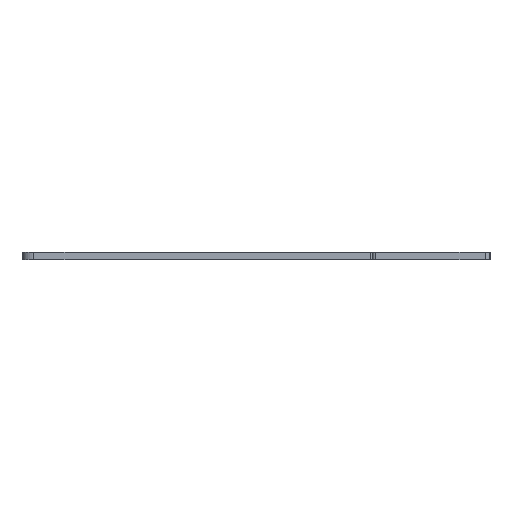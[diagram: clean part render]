
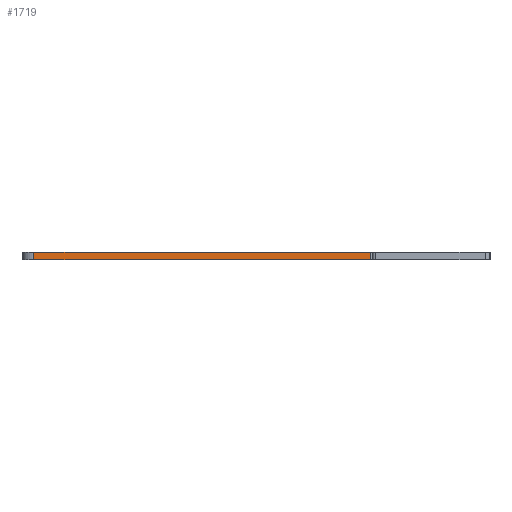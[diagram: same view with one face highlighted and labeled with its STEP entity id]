
A CAD part, left-side view. The second image highlights one B-rep face of the part: STEP entity #1719.
In plain terms, the highlighted planar face has unit normal (-1, 0, 0).
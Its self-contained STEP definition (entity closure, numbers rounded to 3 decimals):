
#73 = PLANE('',#74);
#74 = AXIS2_PLACEMENT_3D('',#75,#76,#77);
#75 = CARTESIAN_POINT('',(128.197,1591.338,
    -1216.283));
#76 = DIRECTION('',(0.,0.,1.));
#77 = DIRECTION('',(-1.,0.,0.));
#128 = PLANE('',#129);
#129 = AXIS2_PLACEMENT_3D('',#130,#131,#132);
#130 = CARTESIAN_POINT('',(128.197,1591.338,
    -1201.283));
#131 = DIRECTION('',(0.,0.,1.));
#132 = DIRECTION('',(-1.,0.,0.));
#1609 = CYLINDRICAL_SURFACE('',#1610,25.);
#1610 = AXIS2_PLACEMENT_3D('',#1611,#1612,#1613);
#1611 = CARTESIAN_POINT('',(-862.461,2082.,
    -1201.283));
#1612 = DIRECTION('',(0.,0.,1.));
#1613 = DIRECTION('',(0.,1.,0.));
#1647 = VERTEX_POINT('',#1648);
#1648 = CARTESIAN_POINT('',(-887.461,2082.,
    -1216.283));
#1670 = EDGE_CURVE('',#1671,#1647,#1673,.T.);
#1671 = VERTEX_POINT('',#1672);
#1672 = CARTESIAN_POINT('',(-887.461,2082.,
    -1201.283));
#1673 = SURFACE_CURVE('',#1674,(#1678,#1685),.PCURVE_S1.);
#1674 = LINE('',#1675,#1676);
#1675 = CARTESIAN_POINT('',(-887.461,2082.,
    -1201.283));
#1676 = VECTOR('',#1677,1.);
#1677 = DIRECTION('',(0.,0.,-1.));
#1678 = PCURVE('',#1609,#1679);
#1679 = DEFINITIONAL_REPRESENTATION('',(#1680),#1684);
#1680 = LINE('',#1681,#1682);
#1681 = CARTESIAN_POINT('',(1.571,0.));
#1682 = VECTOR('',#1683,1.);
#1683 = DIRECTION('',(0.,-1.));
#1684 = ( GEOMETRIC_REPRESENTATION_CONTEXT(2) 
PARAMETRIC_REPRESENTATION_CONTEXT() REPRESENTATION_CONTEXT('2D SPACE',''
  ) );
#1685 = PCURVE('',#1686,#1691);
#1686 = PLANE('',#1687);
#1687 = AXIS2_PLACEMENT_3D('',#1688,#1689,#1690);
#1688 = CARTESIAN_POINT('',(-887.461,1378.,
    -1201.283));
#1689 = DIRECTION('',(1.,0.,0.));
#1690 = DIRECTION('',(0.,-1.,0.));
#1691 = DEFINITIONAL_REPRESENTATION('',(#1692),#1696);
#1692 = LINE('',#1693,#1694);
#1693 = CARTESIAN_POINT('',(-704.,0.));
#1694 = VECTOR('',#1695,1.);
#1695 = DIRECTION('',(0.,1.));
#1696 = ( GEOMETRIC_REPRESENTATION_CONTEXT(2) 
PARAMETRIC_REPRESENTATION_CONTEXT() REPRESENTATION_CONTEXT('2D SPACE',''
  ) );
#1719 = ADVANCED_FACE('',(#1720),#1686,.F.);
#1720 = FACE_BOUND('',#1721,.T.);
#1721 = EDGE_LOOP('',(#1722,#1723,#1746,#1774));
#1722 = ORIENTED_EDGE('',*,*,#1670,.T.);
#1723 = ORIENTED_EDGE('',*,*,#1724,.T.);
#1724 = EDGE_CURVE('',#1647,#1725,#1727,.T.);
#1725 = VERTEX_POINT('',#1726);
#1726 = CARTESIAN_POINT('',(-887.461,1378.,
    -1216.283));
#1727 = SURFACE_CURVE('',#1728,(#1732,#1739),.PCURVE_S1.);
#1728 = LINE('',#1729,#1730);
#1729 = CARTESIAN_POINT('',(-887.461,2082.,
    -1216.283));
#1730 = VECTOR('',#1731,1.);
#1731 = DIRECTION('',(0.,-1.,0.));
#1732 = PCURVE('',#1686,#1733);
#1733 = DEFINITIONAL_REPRESENTATION('',(#1734),#1738);
#1734 = LINE('',#1735,#1736);
#1735 = CARTESIAN_POINT('',(-704.,15.));
#1736 = VECTOR('',#1737,1.);
#1737 = DIRECTION('',(1.,0.));
#1738 = ( GEOMETRIC_REPRESENTATION_CONTEXT(2) 
PARAMETRIC_REPRESENTATION_CONTEXT() REPRESENTATION_CONTEXT('2D SPACE',''
  ) );
#1739 = PCURVE('',#73,#1740);
#1740 = DEFINITIONAL_REPRESENTATION('',(#1741),#1745);
#1741 = LINE('',#1742,#1743);
#1742 = CARTESIAN_POINT('',(1015.658,-490.662));
#1743 = VECTOR('',#1744,1.);
#1744 = DIRECTION('',(0.,1.));
#1745 = ( GEOMETRIC_REPRESENTATION_CONTEXT(2) 
PARAMETRIC_REPRESENTATION_CONTEXT() REPRESENTATION_CONTEXT('2D SPACE',''
  ) );
#1746 = ORIENTED_EDGE('',*,*,#1747,.F.);
#1747 = EDGE_CURVE('',#1748,#1725,#1750,.T.);
#1748 = VERTEX_POINT('',#1749);
#1749 = CARTESIAN_POINT('',(-887.461,1378.,
    -1201.283));
#1750 = SURFACE_CURVE('',#1751,(#1755,#1762),.PCURVE_S1.);
#1751 = LINE('',#1752,#1753);
#1752 = CARTESIAN_POINT('',(-887.461,1378.,
    -1201.283));
#1753 = VECTOR('',#1754,1.);
#1754 = DIRECTION('',(0.,0.,-1.));
#1755 = PCURVE('',#1686,#1756);
#1756 = DEFINITIONAL_REPRESENTATION('',(#1757),#1761);
#1757 = LINE('',#1758,#1759);
#1758 = CARTESIAN_POINT('',(0.,0.));
#1759 = VECTOR('',#1760,1.);
#1760 = DIRECTION('',(0.,1.));
#1761 = ( GEOMETRIC_REPRESENTATION_CONTEXT(2) 
PARAMETRIC_REPRESENTATION_CONTEXT() REPRESENTATION_CONTEXT('2D SPACE',''
  ) );
#1762 = PCURVE('',#1763,#1768);
#1763 = CYLINDRICAL_SURFACE('',#1764,5.);
#1764 = AXIS2_PLACEMENT_3D('',#1765,#1766,#1767);
#1765 = CARTESIAN_POINT('',(-887.461,1373.,
    -1201.283));
#1766 = DIRECTION('',(0.,0.,-1.));
#1767 = DIRECTION('',(0.,1.,0.));
#1768 = DEFINITIONAL_REPRESENTATION('',(#1769),#1773);
#1769 = LINE('',#1770,#1771);
#1770 = CARTESIAN_POINT('',(0.,0.));
#1771 = VECTOR('',#1772,1.);
#1772 = DIRECTION('',(0.,1.));
#1773 = ( GEOMETRIC_REPRESENTATION_CONTEXT(2) 
PARAMETRIC_REPRESENTATION_CONTEXT() REPRESENTATION_CONTEXT('2D SPACE',''
  ) );
#1774 = ORIENTED_EDGE('',*,*,#1775,.F.);
#1775 = EDGE_CURVE('',#1671,#1748,#1776,.T.);
#1776 = SURFACE_CURVE('',#1777,(#1781,#1788),.PCURVE_S1.);
#1777 = LINE('',#1778,#1779);
#1778 = CARTESIAN_POINT('',(-887.461,2082.,
    -1201.283));
#1779 = VECTOR('',#1780,1.);
#1780 = DIRECTION('',(0.,-1.,0.));
#1781 = PCURVE('',#1686,#1782);
#1782 = DEFINITIONAL_REPRESENTATION('',(#1783),#1787);
#1783 = LINE('',#1784,#1785);
#1784 = CARTESIAN_POINT('',(-704.,0.));
#1785 = VECTOR('',#1786,1.);
#1786 = DIRECTION('',(1.,0.));
#1787 = ( GEOMETRIC_REPRESENTATION_CONTEXT(2) 
PARAMETRIC_REPRESENTATION_CONTEXT() REPRESENTATION_CONTEXT('2D SPACE',''
  ) );
#1788 = PCURVE('',#128,#1789);
#1789 = DEFINITIONAL_REPRESENTATION('',(#1790),#1794);
#1790 = LINE('',#1791,#1792);
#1791 = CARTESIAN_POINT('',(1015.658,-490.662));
#1792 = VECTOR('',#1793,1.);
#1793 = DIRECTION('',(0.,1.));
#1794 = ( GEOMETRIC_REPRESENTATION_CONTEXT(2) 
PARAMETRIC_REPRESENTATION_CONTEXT() REPRESENTATION_CONTEXT('2D SPACE',''
  ) );
